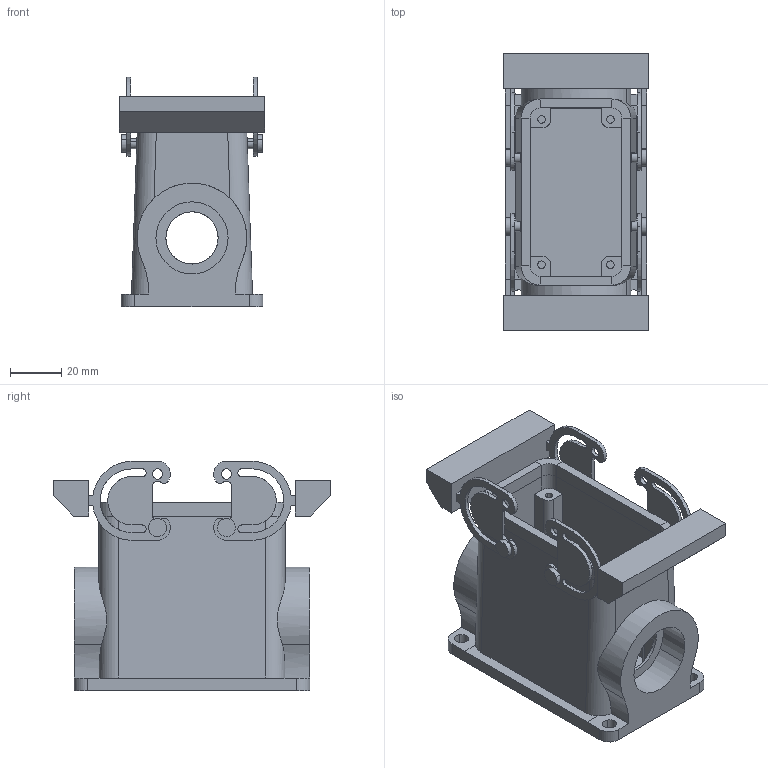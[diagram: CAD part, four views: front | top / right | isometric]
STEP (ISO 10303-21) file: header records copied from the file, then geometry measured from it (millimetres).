
FILE_DESCRIPTION(('CATIA V5 STEP Exchange','CAx-IF Rec.Pracs.--- Model Styling and Organization---1.4--- 2014-01-23'),'2;1');
FILE_NAME ('13186717_2', '2019-07-25T14:11:31+00:00', ('none'), ('Weidmueller'), 'CATIA Version 5-6 Release 2016 SP3 HF44', 'CATIA V5 STEP AP214', 'none');
FILE_SCHEMA(('AUTOMOTIVE_DESIGN { 1 0 10303 214 1 1 1 1 }'));
Length unit declared in the file: millimetre
Products named in the file (1): 1654450000
Bounding box: 57 x 109 x 90 mm (x, y, z)
Volume: 136769.6 mm3; surface area: 57794.2 mm2
Topology: 2 solids, 2 shells, 279 faces, 762 edges, 498 vertices
Faces by surface type: plane 143, cylinder 136
Entity records: 8988 total; most frequent: CARTESIAN_POINT 2380, ORIENTED_EDGE 1524, DIRECTION 1032, EDGE_CURVE 762, VERTEX_POINT 498, VECTOR 450, LINE 450, AXIS2_PLACEMENT_3D 407
